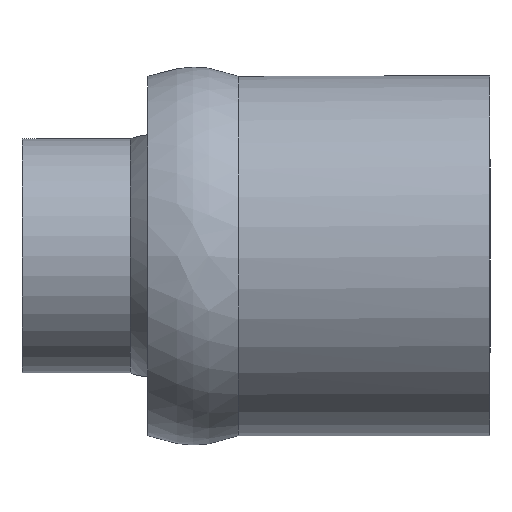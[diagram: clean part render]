
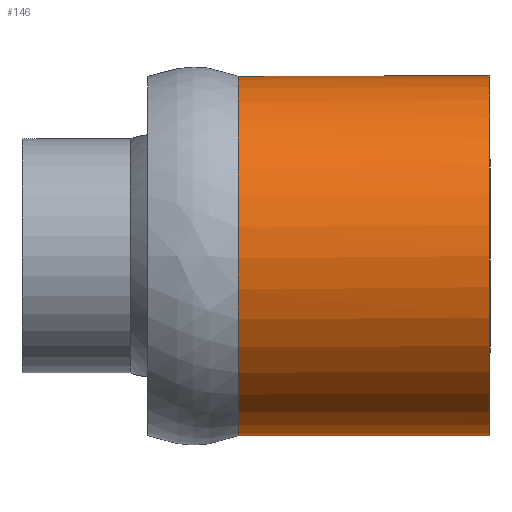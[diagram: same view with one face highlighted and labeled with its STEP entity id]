
A CAD part, left-side view. The second image highlights one B-rep face of the part: STEP entity #146.
In plain terms, the highlighted cylindrical face has radius 10 mm (diameter 20 mm), a full revolution.
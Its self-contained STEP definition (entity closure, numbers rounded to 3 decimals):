
#115=FACE_BOUND('',#218,.T.);
#116=FACE_BOUND('',#219,.T.);
#126=CIRCLE('',#640,10.);
#127=CIRCLE('',#642,10.);
#128=CIRCLE('',#643,10.);
#146=ADVANCED_FACE('',(#115,#116),#173,.T.);
#173=CYLINDRICAL_SURFACE('',#644,10.);
#218=EDGE_LOOP('',(#330));
#219=EDGE_LOOP('',(#331,#332));
#330=ORIENTED_EDGE('',*,*,#530,.F.);
#331=ORIENTED_EDGE('',*,*,#531,.T.);
#332=ORIENTED_EDGE('',*,*,#532,.T.);
#468=VERTEX_POINT('',#2169);
#469=VERTEX_POINT('',#2172);
#470=VERTEX_POINT('',#2173);
#530=EDGE_CURVE('',#468,#468,#126,.T.);
#531=EDGE_CURVE('',#469,#470,#127,.T.);
#532=EDGE_CURVE('',#470,#469,#128,.T.);
#640=AXIS2_PLACEMENT_3D('',#2168,#716,#717);
#642=AXIS2_PLACEMENT_3D('',#2171,#720,#721);
#643=AXIS2_PLACEMENT_3D('',#2174,#722,#723);
#644=AXIS2_PLACEMENT_3D('',#2175,#724,#725);
#716=DIRECTION('',(0.,-1.,0.));
#717=DIRECTION('',(0.,0.,-1.));
#720=DIRECTION('',(0.,-1.,0.));
#721=DIRECTION('',(0.,0.,-1.));
#722=DIRECTION('',(0.,-1.,0.));
#723=DIRECTION('',(0.,0.,-1.));
#724=DIRECTION('',(0.,-1.,0.));
#725=DIRECTION('',(0.,0.,-1.));
#2168=CARTESIAN_POINT('',(138.5,41.,0.));
#2169=CARTESIAN_POINT('',(138.5,41.,-10.));
#2171=CARTESIAN_POINT('',(138.5,55.,0.));
#2172=CARTESIAN_POINT('',(139.942,55.,-9.896));
#2173=CARTESIAN_POINT('',(139.942,55.,9.896));
#2174=CARTESIAN_POINT('',(138.5,55.,0.));
#2175=CARTESIAN_POINT('',(138.5,33.5,0.));
